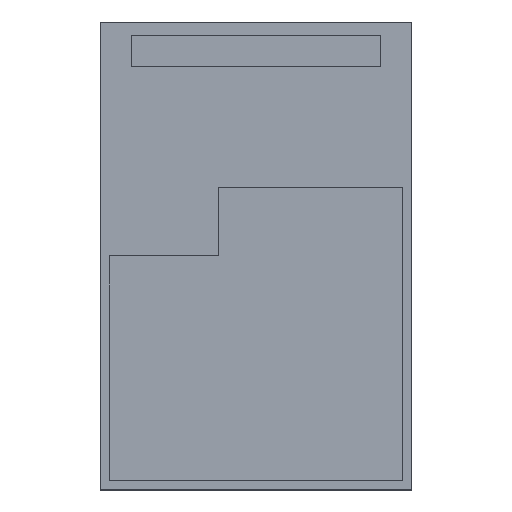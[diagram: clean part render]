
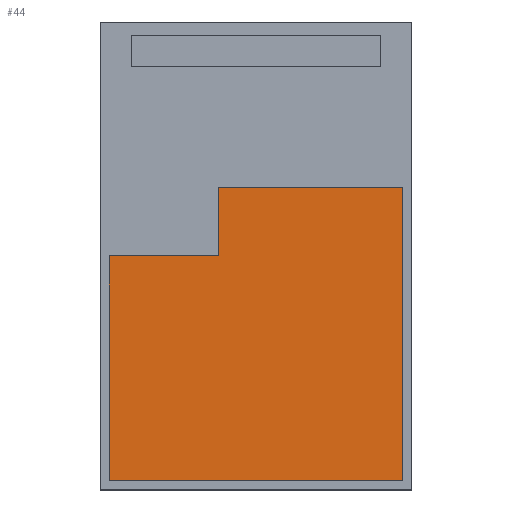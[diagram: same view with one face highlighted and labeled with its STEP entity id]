
A CAD part, top view. The second image highlights one B-rep face of the part: STEP entity #44.
In plain terms, the highlighted planar face has unit normal (0, 0, 1).
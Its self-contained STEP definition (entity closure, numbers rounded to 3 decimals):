
#44 = ADVANCED_FACE( '', ( #98 ), #99, .T. );
#98 = FACE_OUTER_BOUND( '', #161, .T. );
#99 = PLANE( '', #162 );
#161 = EDGE_LOOP( '', ( #223, #224, #225, #226, #227, #228 ) );
#162 = AXIS2_PLACEMENT_3D( '', #229, #230, #231 );
#223 = ORIENTED_EDGE( '', *, *, #376, .T. );
#224 = ORIENTED_EDGE( '', *, *, #377, .T. );
#225 = ORIENTED_EDGE( '', *, *, #378, .T. );
#226 = ORIENTED_EDGE( '', *, *, #379, .T. );
#227 = ORIENTED_EDGE( '', *, *, #380, .T. );
#228 = ORIENTED_EDGE( '', *, *, #381, .T. );
#229 = CARTESIAN_POINT( '', ( 0., 0., 1.7 ) );
#230 = DIRECTION( '', ( 0., 0., 1. ) );
#231 = DIRECTION( '', ( 1., 0., 0. ) );
#376 = EDGE_CURVE( '', #440, #441, #442, .T. );
#377 = EDGE_CURVE( '', #441, #443, #444, .T. );
#378 = EDGE_CURVE( '', #443, #445, #446, .T. );
#379 = EDGE_CURVE( '', #445, #447, #448, .T. );
#380 = EDGE_CURVE( '', #447, #449, #450, .T. );
#381 = EDGE_CURVE( '', #449, #440, #451, .T. );
#440 = VERTEX_POINT( '', #532 );
#441 = VERTEX_POINT( '', #533 );
#442 = LINE( '', #534, #535 );
#443 = VERTEX_POINT( '', #536 );
#444 = LINE( '', #537, #538 );
#445 = VERTEX_POINT( '', #539 );
#446 = LINE( '', #540, #541 );
#447 = VERTEX_POINT( '', #542 );
#448 = LINE( '', #543, #544 );
#449 = VERTEX_POINT( '', #545 );
#450 = LINE( '', #546, #547 );
#451 = LINE( '', #548, #549 );
#532 = CARTESIAN_POINT( '', ( 4.7, 9.7, 1.7 ) );
#533 = CARTESIAN_POINT( '', ( -1.2, 9.7, 1.7 ) );
#534 = CARTESIAN_POINT( '', ( 4.7, 9.7, 1.7 ) );
#535 = VECTOR( '', #652, 1000. );
#536 = CARTESIAN_POINT( '', ( -1.2, 7.5, 1.7 ) );
#537 = CARTESIAN_POINT( '', ( -1.2, 9.7, 1.7 ) );
#538 = VECTOR( '', #653, 1000. );
#539 = CARTESIAN_POINT( '', ( -4.7, 7.5, 1.7 ) );
#540 = CARTESIAN_POINT( '', ( -1.2, 7.5, 1.7 ) );
#541 = VECTOR( '', #654, 1000. );
#542 = CARTESIAN_POINT( '', ( -4.7, 0.3, 1.7 ) );
#543 = CARTESIAN_POINT( '', ( -4.7, 0.3, 1.7 ) );
#544 = VECTOR( '', #655, 1000. );
#545 = CARTESIAN_POINT( '', ( 4.7, 0.3, 1.7 ) );
#546 = CARTESIAN_POINT( '', ( 4.7, 0.3, 1.7 ) );
#547 = VECTOR( '', #656, 1000. );
#548 = CARTESIAN_POINT( '', ( 4.7, 9.7, 1.7 ) );
#549 = VECTOR( '', #657, 1000. );
#652 = DIRECTION( '', ( -1., 0., 0. ) );
#653 = DIRECTION( '', ( 0., -1., 0. ) );
#654 = DIRECTION( '', ( -1., 0., 0. ) );
#655 = DIRECTION( '', ( 0., -1., 0. ) );
#656 = DIRECTION( '', ( 1., 0., 0. ) );
#657 = DIRECTION( '', ( 0., 1., 0. ) );
